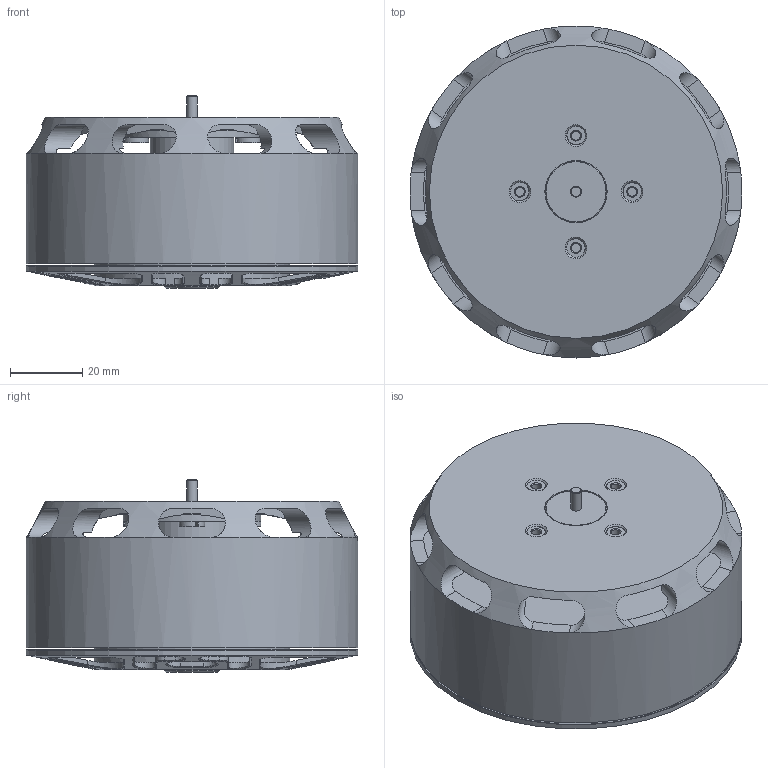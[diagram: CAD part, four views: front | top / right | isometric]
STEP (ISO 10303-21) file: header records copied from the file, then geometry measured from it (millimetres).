
FILE_DESCRIPTION(/* description */ ('STEP AP242','CAx-IF Rec.Pracs.---Representation and Presentation of Product Manufacturing Information (PMI)---4.0---2014-10-13','CAx-IF Rec.Pracs.---3D Tessellated Geometry---0.4---2014-09-14','2;1'),/* implementation_level */ '2;1');
FILE_NAME(/* name */ '669bf9878442dd22b89db25d',/* time_stamp */ '2024-07-20T17:53:11Z',/* author */ (''),/* organization */ (''),/* preprocessor_version */ 'ST-DEVELOPER v20',/* originating_system */ ' ',/* authorisation */ ' ');
FILE_SCHEMA (('AP242_MANAGED_MODEL_BASED_3D_ENGINEERING_MIM_LF { 1 0 10303 442 1 1 4 }'));
Length unit declared in the file: metre
Products named in the file (1): Saite 8325 120kv
Bounding box: 91.7 x 91.7 x 53.1 mm (x, y, z)
Volume: 227336.1 mm3; surface area: 45233.9 mm2
Topology: 1 solids, 8 shells, 487 faces, 1318 edges, 827 vertices
Faces by surface type: cylinder 159, plane 148, cone 93, bspline 85, torus 2
Full cylindrical faces by diameter (mm): 2.5 x4, 3 x1, 3.3 x4, 4.8 x4, 5 x4, 7 x4, 8.5 x2, 15 x1, 17 x1, 17.2 x1, 23 x1, 38 x1, 54 x1, 91.7 x2
Entity records: 19204 total; most frequent: CARTESIAN_POINT 8178, ORIENTED_EDGE 2404, DIRECTION 2036, EDGE_CURVE 1202, AXIS2_PLACEMENT_3D 818, VERTEX_POINT 774, EDGE_LOOP 590, FACE_BOUND 590
